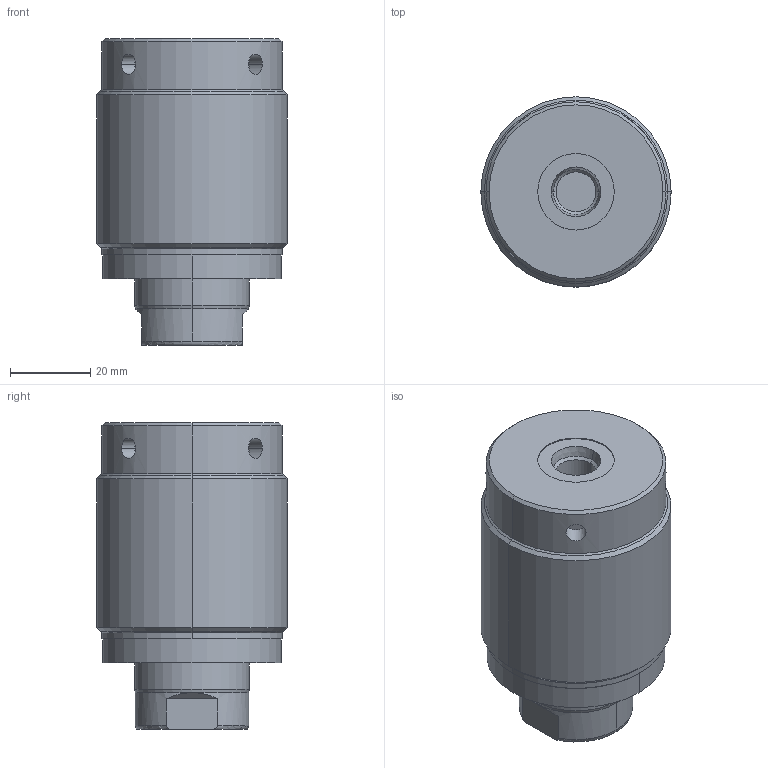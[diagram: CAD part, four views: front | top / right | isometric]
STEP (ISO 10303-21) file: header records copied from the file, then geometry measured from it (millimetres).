
FILE_DESCRIPTION((''),'2;1');
FILE_NAME('ILC20011500','2005-04-06T',('KR'),(''),'PRO/ENGINEER BY PARAMETRIC TECHNOLOGY CORPORATION, 2004290','PRO/ENGINEER BY PARAMETRIC TECHNOLOGY CORPORATION, 2004290','');
FILE_SCHEMA(('AUTOMOTIVE_DESIGN_CC2 { 1 2 10303 214 -1 1 5 2 }'));
Length unit declared in the file: inch
Products named in the file (1): ILC20011500
Bounding box: 47.37 x 47.37 x 76.33 mm (x, y, z)
Volume: 108010.4 mm3; surface area: 20821.7 mm2
Topology: 1 solids, 3 shells, 62 faces, 132 edges, 82 vertices
Faces by surface type: cylinder 30, plane 16, cone 14, torus 2
Entity records: 2571 total; most frequent: CARTESIAN_POINT 439, DIRECTION 310, ORIENTED_EDGE 256, PRESENTATION_STYLE_ASSIGNMENT 153, STYLED_ITEM 135, CURVE_STYLE 132, EDGE_CURVE 132, AXIS2_PLACEMENT_3D 129
